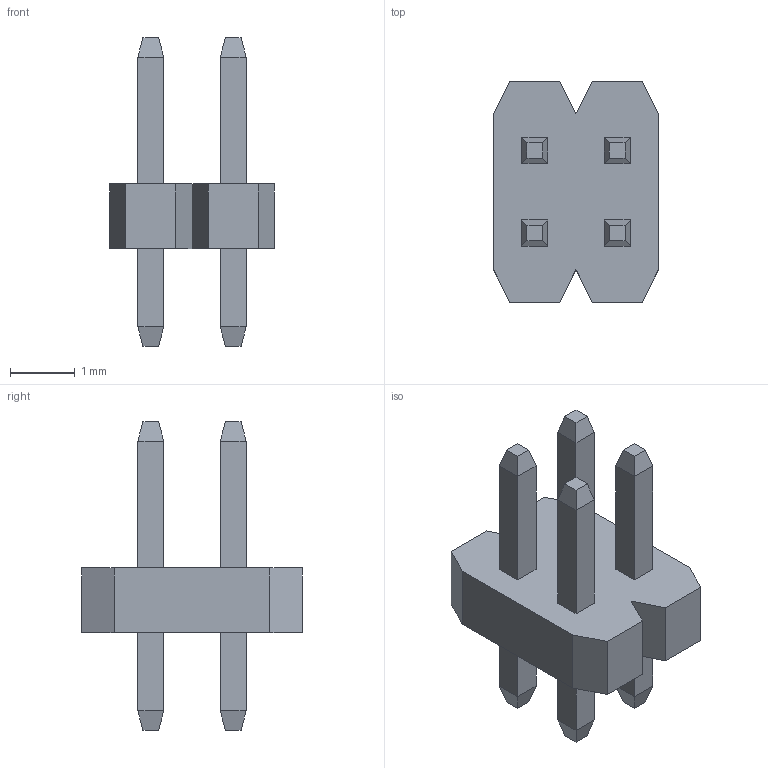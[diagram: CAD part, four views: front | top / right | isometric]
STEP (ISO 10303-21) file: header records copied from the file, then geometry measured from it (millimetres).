
FILE_DESCRIPTION (( 'STEP AP214' ), '1' );
FILE_NAME ('FPH12730-D04S1014040110B-REF.STEP', '2026-01-09T05:37:08', ( '' ), ( '' ), 'SwSTEP 2.0', 'SolidWorks 2021', '' );
FILE_SCHEMA (( 'AUTOMOTIVE_DESIGN' ));
Length unit declared in the file: millimetre
Products named in the file (1): FPH12730-D04S1014040110B-REF
Bounding box: 2.54 x 3.4 x 4.75 mm (x, y, z)
Volume: 10.4 mm3; surface area: 51.1 mm2
Topology: 1 solids, 1 shells, 88 faces, 202 edges, 124 vertices
Faces by surface type: plane 88
Entity records: 2424 total; most frequent: CARTESIAN_POINT 415, ORIENTED_EDGE 404, DIRECTION 380, LINE 202, EDGE_CURVE 202, VECTOR 202, VERTEX_POINT 124, EDGE_LOOP 96
